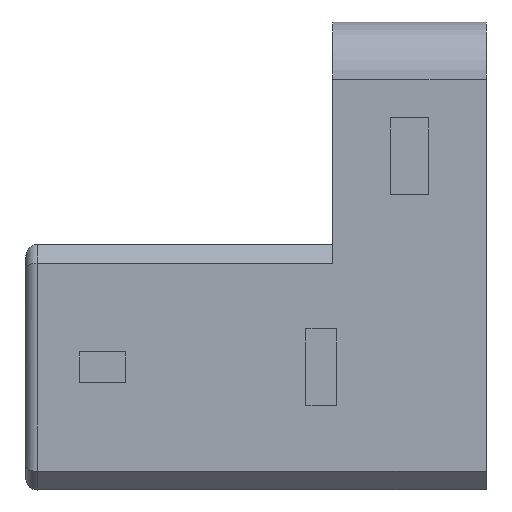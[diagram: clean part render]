
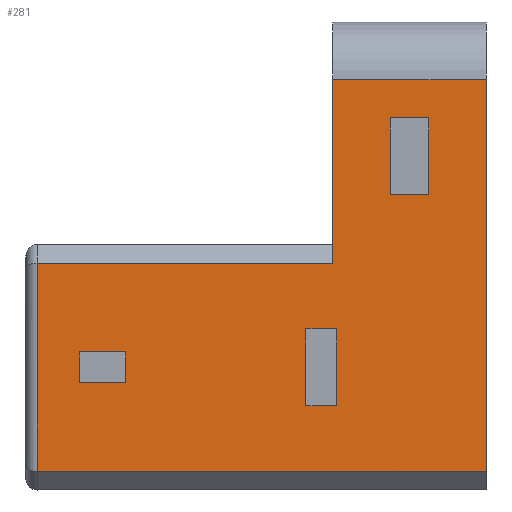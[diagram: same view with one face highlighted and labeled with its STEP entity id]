
A CAD part, left-side view. The second image highlights one B-rep face of the part: STEP entity #281.
In plain terms, the highlighted planar face has unit normal (-1, 0, 0).
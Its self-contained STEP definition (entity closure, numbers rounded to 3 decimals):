
#140=FACE_BOUND('',#602,.T.);
#141=FACE_BOUND('',#603,.T.);
#142=FACE_BOUND('',#604,.T.);
#143=FACE_BOUND('',#605,.T.);
#281=ADVANCED_FACE('',(#140,#141,#142,#143),#378,.T.);
#378=PLANE('',#2304);
#602=EDGE_LOOP('',(#977,#978,#979,#980,#981,#982));
#603=EDGE_LOOP('',(#983,#984,#985,#986));
#604=EDGE_LOOP('',(#987,#988,#989,#990));
#605=EDGE_LOOP('',(#991,#992,#993,#994));
#977=ORIENTED_EDGE('',*,*,#1640,.T.);
#978=ORIENTED_EDGE('',*,*,#1559,.F.);
#979=ORIENTED_EDGE('',*,*,#1639,.F.);
#980=ORIENTED_EDGE('',*,*,#1517,.T.);
#981=ORIENTED_EDGE('',*,*,#1515,.F.);
#982=ORIENTED_EDGE('',*,*,#1641,.T.);
#983=ORIENTED_EDGE('',*,*,#1642,.F.);
#984=ORIENTED_EDGE('',*,*,#1643,.F.);
#985=ORIENTED_EDGE('',*,*,#1644,.F.);
#986=ORIENTED_EDGE('',*,*,#1645,.F.);
#987=ORIENTED_EDGE('',*,*,#1646,.F.);
#988=ORIENTED_EDGE('',*,*,#1647,.F.);
#989=ORIENTED_EDGE('',*,*,#1648,.F.);
#990=ORIENTED_EDGE('',*,*,#1649,.F.);
#991=ORIENTED_EDGE('',*,*,#1650,.T.);
#992=ORIENTED_EDGE('',*,*,#1651,.T.);
#993=ORIENTED_EDGE('',*,*,#1652,.T.);
#994=ORIENTED_EDGE('',*,*,#1653,.T.);
#1307=VERTEX_POINT('',#3035);
#1308=VERTEX_POINT('',#3039);
#1309=VERTEX_POINT('',#3043);
#1348=VERTEX_POINT('',#3126);
#1349=VERTEX_POINT('',#3128);
#1396=VERTEX_POINT('',#3815);
#1397=VERTEX_POINT('',#3818);
#1398=VERTEX_POINT('',#3819);
#1399=VERTEX_POINT('',#3821);
#1400=VERTEX_POINT('',#3823);
#1401=VERTEX_POINT('',#3826);
#1402=VERTEX_POINT('',#3827);
#1403=VERTEX_POINT('',#3829);
#1404=VERTEX_POINT('',#3831);
#1405=VERTEX_POINT('',#3834);
#1406=VERTEX_POINT('',#3835);
#1407=VERTEX_POINT('',#3837);
#1408=VERTEX_POINT('',#3839);
#1515=EDGE_CURVE('',#1307,#1308,#1806,.T.);
#1517=EDGE_CURVE('',#1309,#1308,#1808,.T.);
#1559=EDGE_CURVE('',#1348,#1349,#1834,.T.);
#1639=EDGE_CURVE('',#1309,#1348,#1878,.T.);
#1640=EDGE_CURVE('',#1396,#1349,#1879,.T.);
#1641=EDGE_CURVE('',#1307,#1396,#1880,.T.);
#1642=EDGE_CURVE('',#1397,#1398,#1881,.T.);
#1643=EDGE_CURVE('',#1399,#1397,#1882,.T.);
#1644=EDGE_CURVE('',#1400,#1399,#1883,.T.);
#1645=EDGE_CURVE('',#1398,#1400,#1884,.T.);
#1646=EDGE_CURVE('',#1401,#1402,#1885,.T.);
#1647=EDGE_CURVE('',#1403,#1401,#1886,.T.);
#1648=EDGE_CURVE('',#1404,#1403,#1887,.T.);
#1649=EDGE_CURVE('',#1402,#1404,#1888,.T.);
#1650=EDGE_CURVE('',#1405,#1406,#1889,.T.);
#1651=EDGE_CURVE('',#1406,#1407,#1890,.T.);
#1652=EDGE_CURVE('',#1407,#1408,#1891,.T.);
#1653=EDGE_CURVE('',#1408,#1405,#1892,.T.);
#1806=LINE('',#3038,#2036);
#1808=LINE('',#3042,#2038);
#1834=LINE('',#3127,#2064);
#1878=LINE('',#3812,#2108);
#1879=LINE('',#3814,#2109);
#1880=LINE('',#3816,#2110);
#1881=LINE('',#3817,#2111);
#1882=LINE('',#3820,#2112);
#1883=LINE('',#3822,#2113);
#1884=LINE('',#3824,#2114);
#1885=LINE('',#3825,#2115);
#1886=LINE('',#3828,#2116);
#1887=LINE('',#3830,#2117);
#1888=LINE('',#3832,#2118);
#1889=LINE('',#3833,#2119);
#1890=LINE('',#3836,#2120);
#1891=LINE('',#3838,#2121);
#1892=LINE('',#3840,#2122);
#2036=VECTOR('',#2473,1.);
#2038=VECTOR('',#2477,1.);
#2064=VECTOR('',#2541,1.);
#2108=VECTOR('',#2669,1.);
#2109=VECTOR('',#2672,1.);
#2110=VECTOR('',#2673,1.);
#2111=VECTOR('',#2674,1.);
#2112=VECTOR('',#2675,1.);
#2113=VECTOR('',#2676,1.);
#2114=VECTOR('',#2677,1.);
#2115=VECTOR('',#2678,1.);
#2116=VECTOR('',#2679,1.);
#2117=VECTOR('',#2680,1.);
#2118=VECTOR('',#2681,1.);
#2119=VECTOR('',#2682,1.);
#2120=VECTOR('',#2683,1.);
#2121=VECTOR('',#2684,1.);
#2122=VECTOR('',#2685,1.);
#2304=AXIS2_PLACEMENT_3D('',#3841,#2686,#2687);
#2473=DIRECTION('',(0.,-1.,0.));
#2477=DIRECTION('',(0.,0.,-1.));
#2541=DIRECTION('',(0.,0.,-1.));
#2669=DIRECTION('',(0.,-1.,0.));
#2672=DIRECTION('',(0.,-1.,0.));
#2673=DIRECTION('',(0.,0.,-1.));
#2674=DIRECTION('',(0.,0.,-1.));
#2675=DIRECTION('',(0.,1.,0.));
#2676=DIRECTION('',(0.,0.,1.));
#2677=DIRECTION('',(0.,-1.,0.));
#2678=DIRECTION('',(0.,0.,-1.));
#2679=DIRECTION('',(0.,1.,0.));
#2680=DIRECTION('',(0.,0.,1.));
#2681=DIRECTION('',(0.,-1.,0.));
#2682=DIRECTION('',(0.,0.,1.));
#2683=DIRECTION('',(0.,-1.,0.));
#2684=DIRECTION('',(0.,0.,-1.));
#2685=DIRECTION('',(0.,1.,0.));
#2686=DIRECTION('',(-1.,0.,0.));
#2687=DIRECTION('',(0.,1.,0.));
#3035=CARTESIAN_POINT('',(-6.7,5.7,-0.29));
#3038=CARTESIAN_POINT('',(-6.7,5.7,-0.29));
#3039=CARTESIAN_POINT('',(-6.7,-2.,-0.29));
#3042=CARTESIAN_POINT('',(-6.7,-2.,4.5));
#3043=CARTESIAN_POINT('',(-6.7,-2.,4.5));
#3126=CARTESIAN_POINT('',(-6.7,-6.,4.5));
#3127=CARTESIAN_POINT('',(-6.7,-6.,4.5));
#3128=CARTESIAN_POINT('',(-6.7,-6.,-5.71));
#3812=CARTESIAN_POINT('',(-6.7,-2.,4.5));
#3814=CARTESIAN_POINT('',(-6.7,5.7,-5.71));
#3815=CARTESIAN_POINT('',(-6.7,5.7,-5.71));
#3816=CARTESIAN_POINT('',(-6.7,5.7,-0.29));
#3817=CARTESIAN_POINT('',(-6.7,-1.3,-2.));
#3818=CARTESIAN_POINT('',(-6.7,-1.3,-2.));
#3819=CARTESIAN_POINT('',(-6.7,-1.3,-4.));
#3820=CARTESIAN_POINT('',(-6.7,-2.1,-2.));
#3821=CARTESIAN_POINT('',(-6.7,-2.1,-2.));
#3822=CARTESIAN_POINT('',(-6.7,-2.1,-4.));
#3823=CARTESIAN_POINT('',(-6.7,-2.1,-4.));
#3824=CARTESIAN_POINT('',(-6.7,-1.3,-4.));
#3825=CARTESIAN_POINT('',(-6.7,-3.5,3.5));
#3826=CARTESIAN_POINT('',(-6.7,-3.5,3.5));
#3827=CARTESIAN_POINT('',(-6.7,-3.5,1.5));
#3828=CARTESIAN_POINT('',(-6.7,-4.5,3.5));
#3829=CARTESIAN_POINT('',(-6.7,-4.5,3.5));
#3830=CARTESIAN_POINT('',(-6.7,-4.5,1.5));
#3831=CARTESIAN_POINT('',(-6.7,-4.5,1.5));
#3832=CARTESIAN_POINT('',(-6.7,-3.5,1.5));
#3833=CARTESIAN_POINT('',(-6.7,4.6,-3.4));
#3834=CARTESIAN_POINT('',(-6.7,4.6,-3.4));
#3835=CARTESIAN_POINT('',(-6.7,4.6,-2.6));
#3836=CARTESIAN_POINT('',(-6.7,4.6,-2.6));
#3837=CARTESIAN_POINT('',(-6.7,3.4,-2.6));
#3838=CARTESIAN_POINT('',(-6.7,3.4,-2.6));
#3839=CARTESIAN_POINT('',(-6.7,3.4,-3.4));
#3840=CARTESIAN_POINT('',(-6.7,3.4,-3.4));
#3841=CARTESIAN_POINT('',(-6.7,6.,15.265));
